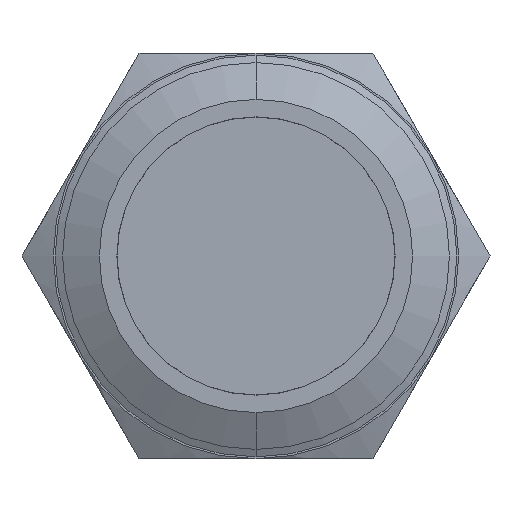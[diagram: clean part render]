
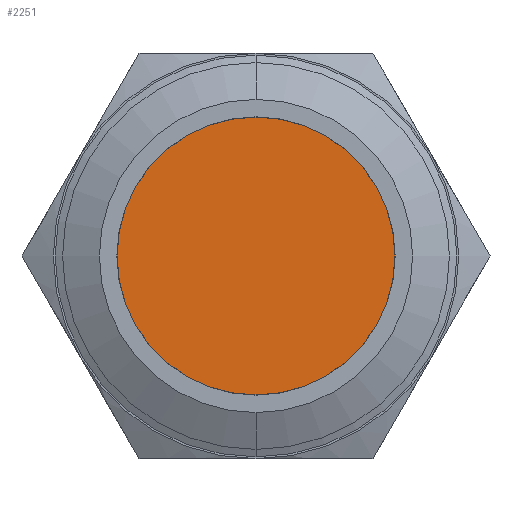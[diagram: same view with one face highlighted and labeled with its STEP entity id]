
A CAD part, left-side view. The second image highlights one B-rep face of the part: STEP entity #2251.
In plain terms, the highlighted planar face has unit normal (-1, 0, 0).
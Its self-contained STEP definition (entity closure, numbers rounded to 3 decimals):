
#222 = VERTEX_POINT ( 'NONE', #4307 ) ;
#602 = EDGE_CURVE ( 'NONE', #1225, #222, #1399, .T. ) ;
#712 = ORIENTED_EDGE ( 'NONE', *, *, #602, .T. ) ;
#1225 = VERTEX_POINT ( 'NONE', #3074 ) ;
#1399 = CIRCLE ( 'NONE', #4649, 7.54 ) ;
#1505 = DIRECTION ( 'NONE',  ( -1., 0., 0. ) ) ;
#1509 = EDGE_LOOP ( 'NONE', ( #3850, #712 ) ) ;
#2251 = ADVANCED_FACE ( 'NONE', ( #4044 ), #7452, .F. ) ;
#3074 = CARTESIAN_POINT ( 'NONE',  ( 0., 0., -7.54 ) ) ;
#3542 = DIRECTION ( 'NONE',  ( 0., 0., 1. ) ) ;
#3593 = CARTESIAN_POINT ( 'NONE',  ( 0., 0., 0. ) ) ;
#3850 = ORIENTED_EDGE ( 'NONE', *, *, #8112, .T. ) ;
#4044 = FACE_OUTER_BOUND ( 'NONE', #1509, .T. ) ;
#4264 = DIRECTION ( 'NONE',  ( 1., 0., 0. ) ) ;
#4307 = CARTESIAN_POINT ( 'NONE',  ( 0., 0., 7.54 ) ) ;
#4510 = AXIS2_PLACEMENT_3D ( 'NONE', #3593, #4264, #8458 ) ;
#4649 = AXIS2_PLACEMENT_3D ( 'NONE', #7233, #7948, #5907 ) ;
#5065 = CIRCLE ( 'NONE', #8600, 7.54 ) ;
#5907 = DIRECTION ( 'NONE',  ( 0., 0., 1. ) ) ;
#7080 = CARTESIAN_POINT ( 'NONE',  ( 0., 0., 0. ) ) ;
#7233 = CARTESIAN_POINT ( 'NONE',  ( 0., 0., 0. ) ) ;
#7452 = PLANE ( 'NONE',  #4510 ) ;
#7948 = DIRECTION ( 'NONE',  ( -1., 0., 0. ) ) ;
#8112 = EDGE_CURVE ( 'NONE', #222, #1225, #5065, .T. ) ;
#8458 = DIRECTION ( 'NONE',  ( 0., 0., -1. ) ) ;
#8600 = AXIS2_PLACEMENT_3D ( 'NONE', #7080, #1505, #3542 ) ;
